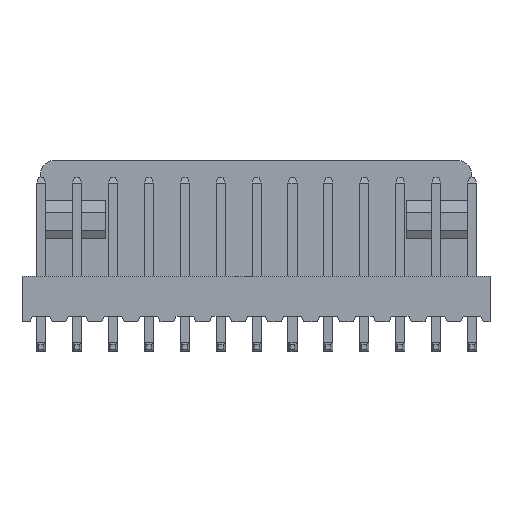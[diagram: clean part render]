
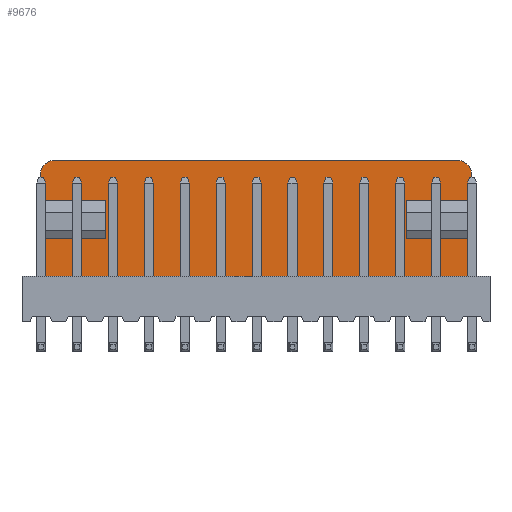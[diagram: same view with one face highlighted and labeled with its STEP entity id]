
A CAD part, top view. The second image highlights one B-rep face of the part: STEP entity #9676.
In plain terms, the highlighted planar face has unit normal (0, 0, 1).
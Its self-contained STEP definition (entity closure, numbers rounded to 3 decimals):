
#242 = ORIENTED_EDGE ( 'NONE', *, *, #795, .F. ) ;
#243 = ORIENTED_EDGE ( 'NONE', *, *, #797, .T. ) ;
#244 = ORIENTED_EDGE ( 'NONE', *, *, #783, .F. ) ;
#245 = ORIENTED_EDGE ( 'NONE', *, *, #791, .T. ) ;
#246 = ORIENTED_EDGE ( 'NONE', *, *, #800, .F. ) ;
#250 = ORIENTED_EDGE ( 'NONE', *, *, #801, .T. ) ;
#251 = ORIENTED_EDGE ( 'NONE', *, *, #796, .F. ) ;
#252 = ORIENTED_EDGE ( 'NONE', *, *, #768, .F. ) ;
#253 = ORIENTED_EDGE ( 'NONE', *, *, #798, .F. ) ;
#254 = ORIENTED_EDGE ( 'NONE', *, *, #799, .T. ) ;
#260 = ORIENTED_EDGE ( 'NONE', *, *, #773, .T. ) ;
#261 = ORIENTED_EDGE ( 'NONE', *, *, #794, .F. ) ;
#262 = ORIENTED_EDGE ( 'NONE', *, *, #793, .T. ) ;
#263 = ORIENTED_EDGE ( 'NONE', *, *, #792, .F. ) ;
#768 = EDGE_CURVE ( 'NONE', #1414, #1407, #3074, .T. ) ;
#773 = EDGE_CURVE ( 'NONE', #1795, #1416, #3086, .T. ) ;
#783 = EDGE_CURVE ( 'NONE', #1421, #1423, #3102, .T. ) ;
#791 = EDGE_CURVE ( 'NONE', #1420, #1427, #3122, .T. ) ;
#792 = EDGE_CURVE ( 'NONE', #1424, #1426, #3124, .T. ) ;
#793 = EDGE_CURVE ( 'NONE', #1424, #1431, #3118, .T. ) ;
#794 = EDGE_CURVE ( 'NONE', #1795, #1431, #3128, .T. ) ;
#795 = EDGE_CURVE ( 'NONE', #1407, #1416, #3129, .T. ) ;
#796 = EDGE_CURVE ( 'NONE', #1419, #1414, #3131, .T. ) ;
#797 = EDGE_CURVE ( 'NONE', #1419, #1433, #3133, .T. ) ;
#798 = EDGE_CURVE ( 'NONE', #1423, #1433, #3135, .T. ) ;
#799 = EDGE_CURVE ( 'NONE', #1421, #1420, #3137, .T. ) ;
#800 = EDGE_CURVE ( 'NONE', #1430, #1427, #3139, .T. ) ;
#801 = EDGE_CURVE ( 'NONE', #1430, #1426, #3141, .T. ) ;
#1407 = VERTEX_POINT ( 'NONE', #3380 ) ;
#1414 = VERTEX_POINT ( 'NONE', #3387 ) ;
#1416 = VERTEX_POINT ( 'NONE', #3389 ) ;
#1419 = VERTEX_POINT ( 'NONE', #3392 ) ;
#1420 = VERTEX_POINT ( 'NONE', #3393 ) ;
#1421 = VERTEX_POINT ( 'NONE', #3394 ) ;
#1423 = VERTEX_POINT ( 'NONE', #3396 ) ;
#1424 = VERTEX_POINT ( 'NONE', #3397 ) ;
#1426 = VERTEX_POINT ( 'NONE', #3399 ) ;
#1427 = VERTEX_POINT ( 'NONE', #3400 ) ;
#1430 = VERTEX_POINT ( 'NONE', #3403 ) ;
#1431 = VERTEX_POINT ( 'NONE', #3404 ) ;
#1433 = VERTEX_POINT ( 'NONE', #3406 ) ;
#1795 = VERTEX_POINT ( 'NONE', #4942 ) ;
#2559 = AXIS2_PLACEMENT_3D ( 'NONE', #9335, #9336, #9337 ) ;
#2560 = AXIS2_PLACEMENT_3D ( 'NONE', #9351, #9352, #9353 ) ;
#2758 = EDGE_LOOP ( 'NONE', ( #263, #262, #261, #260, #242, #252, #251, #243, #253, #244, #254, #245, #246, #250 ) ) ;
#3074 = LINE ( 'NONE', #9278, #3079 ) ;
#3079 = VECTOR ( 'NONE', #9284, 1000. ) ;
#3086 = LINE ( 'NONE', #9293, #3089 ) ;
#3089 = VECTOR ( 'NONE', #9295, 1000. ) ;
#3102 = LINE ( 'NONE', #9306, #3109 ) ;
#3109 = VECTOR ( 'NONE', #9314, 1000. ) ;
#3118 = CIRCLE ( 'NONE', #2559, 1. ) ;
#3122 = LINE ( 'NONE', #9328, #3125 ) ;
#3124 = LINE ( 'NONE', #9330, #3127 ) ;
#3125 = VECTOR ( 'NONE', #9329, 1000. ) ;
#3127 = VECTOR ( 'NONE', #9332, 1000. ) ;
#3128 = LINE ( 'NONE', #9331, #3130 ) ;
#3129 = LINE ( 'NONE', #9338, #3132 ) ;
#3130 = VECTOR ( 'NONE', #9323, 1000. ) ;
#3131 = LINE ( 'NONE', #9340, #3134 ) ;
#3132 = VECTOR ( 'NONE', #9339, 1000. ) ;
#3133 = LINE ( 'NONE', #9342, #3136 ) ;
#3134 = VECTOR ( 'NONE', #9341, 1000. ) ;
#3135 = LINE ( 'NONE', #9344, #3138 ) ;
#3136 = VECTOR ( 'NONE', #9343, 1000. ) ;
#3137 = LINE ( 'NONE', #9346, #3140 ) ;
#3138 = VECTOR ( 'NONE', #9345, 1000. ) ;
#3139 = LINE ( 'NONE', #9348, #3142 ) ;
#3140 = VECTOR ( 'NONE', #9347, 1000. ) ;
#3141 = CIRCLE ( 'NONE', #2560, 1. ) ;
#3142 = VECTOR ( 'NONE', #9349, 1000. ) ;
#3380 = CARTESIAN_POINT ( 'NONE',  ( 9.443, 48.254, -4.64 ) ) ;
#3387 = CARTESIAN_POINT ( 'NONE',  ( 4.843, 48.254, -4.64 ) ) ;
#3389 = CARTESIAN_POINT ( 'NONE',  ( 9.443, 50.926, -4.64 ) ) ;
#3392 = CARTESIAN_POINT ( 'NONE',  ( 4.843, 45.547, -4.64 ) ) ;
#3393 = CARTESIAN_POINT ( 'NONE',  ( 30.743, 50.926, -4.64 ) ) ;
#3394 = CARTESIAN_POINT ( 'NONE',  ( 30.743, 48.254, -4.64 ) ) ;
#3396 = CARTESIAN_POINT ( 'NONE',  ( 35.343, 48.254, -4.64 ) ) ;
#3397 = CARTESIAN_POINT ( 'NONE',  ( 5.843, 53.751, -4.64 ) ) ;
#3399 = CARTESIAN_POINT ( 'NONE',  ( 34.343, 53.751, -4.64 ) ) ;
#3400 = CARTESIAN_POINT ( 'NONE',  ( 35.343, 50.926, -4.64 ) ) ;
#3403 = CARTESIAN_POINT ( 'NONE',  ( 35.343, 52.751, -4.64 ) ) ;
#3404 = CARTESIAN_POINT ( 'NONE',  ( 4.843, 52.751, -4.64 ) ) ;
#3406 = CARTESIAN_POINT ( 'NONE',  ( 35.343, 45.547, -4.64 ) ) ;
#4942 = CARTESIAN_POINT ( 'NONE',  ( 4.843, 50.926, -4.64 ) ) ;
#6984 = FACE_OUTER_BOUND ( 'NONE', #2758, .T. ) ;
#7343 = AXIS2_PLACEMENT_3D ( 'NONE', #7828, #7833, #7834 ) ;
#7827 = PLANE ( 'NONE',  #7343 ) ;
#7828 = CARTESIAN_POINT ( 'NONE',  ( 3.543, 53.751, -4.64 ) ) ;
#7833 = DIRECTION ( 'NONE',  ( 0., 0., 1. ) ) ;
#7834 = DIRECTION ( 'NONE',  ( 1., 0., 0. ) ) ;
#9278 = CARTESIAN_POINT ( 'NONE',  ( 3.543, 48.254, -4.64 ) ) ;
#9284 = DIRECTION ( 'NONE',  ( 1., 0., 0. ) ) ;
#9293 = CARTESIAN_POINT ( 'NONE',  ( 3.543, 50.926, -4.64 ) ) ;
#9295 = DIRECTION ( 'NONE',  ( 1., 0., 0. ) ) ;
#9306 = CARTESIAN_POINT ( 'NONE',  ( 3.543, 48.254, -4.64 ) ) ;
#9314 = DIRECTION ( 'NONE',  ( 1., 0., 0. ) ) ;
#9323 = DIRECTION ( 'NONE',  ( 0., 1., 0. ) ) ;
#9328 = CARTESIAN_POINT ( 'NONE',  ( 3.543, 50.926, -4.64 ) ) ;
#9329 = DIRECTION ( 'NONE',  ( 1., 0., 0. ) ) ;
#9330 = CARTESIAN_POINT ( 'NONE',  ( 3.543, 53.751, -4.64 ) ) ;
#9331 = CARTESIAN_POINT ( 'NONE',  ( 4.843, 53.751, -4.64 ) ) ;
#9332 = DIRECTION ( 'NONE',  ( 1., 0., 0. ) ) ;
#9335 = CARTESIAN_POINT ( 'NONE',  ( 5.843, 52.751, -4.64 ) ) ;
#9336 = DIRECTION ( 'NONE',  ( 0., 0., 1. ) ) ;
#9337 = DIRECTION ( 'NONE',  ( 1., 0., 0. ) ) ;
#9338 = CARTESIAN_POINT ( 'NONE',  ( 9.443, 24.238, -4.64 ) ) ;
#9339 = DIRECTION ( 'NONE',  ( 0., 1., 0. ) ) ;
#9340 = CARTESIAN_POINT ( 'NONE',  ( 4.843, 48.254, -4.64 ) ) ;
#9341 = DIRECTION ( 'NONE',  ( 0., 1., 0. ) ) ;
#9342 = CARTESIAN_POINT ( 'NONE',  ( 3.543, 45.547, -4.64 ) ) ;
#9343 = DIRECTION ( 'NONE',  ( 1., 0., 0. ) ) ;
#9344 = CARTESIAN_POINT ( 'NONE',  ( 35.343, 48.254, -4.64 ) ) ;
#9345 = DIRECTION ( 'NONE',  ( 0., -1., 0. ) ) ;
#9346 = CARTESIAN_POINT ( 'NONE',  ( 30.743, 24.238, -4.64 ) ) ;
#9347 = DIRECTION ( 'NONE',  ( 0., 1., 0. ) ) ;
#9348 = CARTESIAN_POINT ( 'NONE',  ( 35.343, 53.751, -4.64 ) ) ;
#9349 = DIRECTION ( 'NONE',  ( 0., -1., 0. ) ) ;
#9351 = CARTESIAN_POINT ( 'NONE',  ( 34.343, 52.751, -4.64 ) ) ;
#9352 = DIRECTION ( 'NONE',  ( 0., 0., 1. ) ) ;
#9353 = DIRECTION ( 'NONE',  ( 1., 0., 0. ) ) ;
#9676 = ADVANCED_FACE ( 'NONE', ( #6984 ), #7827, .T. ) ;
